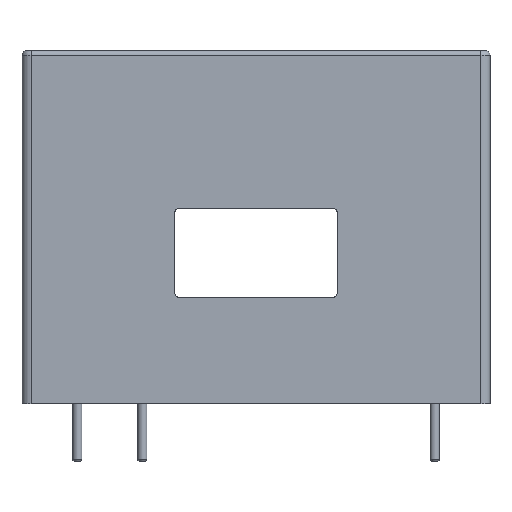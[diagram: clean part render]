
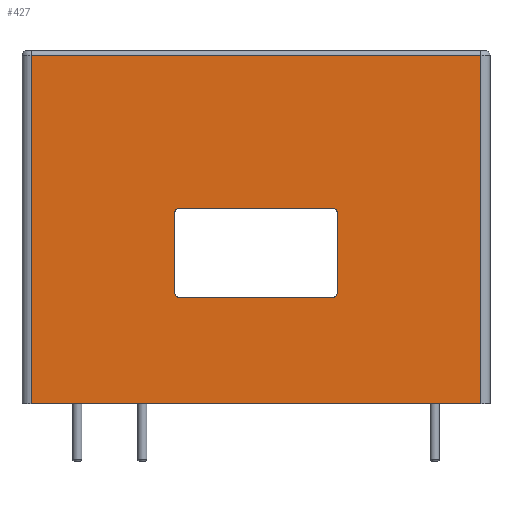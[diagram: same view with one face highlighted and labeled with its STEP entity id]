
A CAD part, front view. The second image highlights one B-rep face of the part: STEP entity #427.
In plain terms, the highlighted planar face has unit normal (0, -1, 0).
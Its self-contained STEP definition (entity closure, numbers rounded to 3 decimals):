
#152 = VERTEX_POINT('',#153);
#153 = CARTESIAN_POINT('',(31.553,-6.55,0.1));
#160 = EDGE_CURVE('',#152,#161,#163,.T.);
#161 = VERTEX_POINT('',#162);
#162 = CARTESIAN_POINT('',(-3.613,-6.55,0.1));
#163 = LINE('',#164,#165);
#164 = CARTESIAN_POINT('',(32.27,-6.55,0.1));
#165 = VECTOR('',#166,1.);
#166 = DIRECTION('',(-1.,0.,0.));
#209 = EDGE_CURVE('',#152,#210,#212,.T.);
#210 = VERTEX_POINT('',#211);
#211 = CARTESIAN_POINT('',(31.553,-6.55,27.341));
#212 = LINE('',#213,#214);
#213 = CARTESIAN_POINT('',(31.553,-6.55,0.1));
#214 = VECTOR('',#215,1.);
#215 = DIRECTION('',(0.,0.,1.));
#427 = ADVANCED_FACE('',(#428,#446),#516,.T.);
#428 = FACE_BOUND('',#429,.T.);
#429 = EDGE_LOOP('',(#430,#431,#439,#445));
#430 = ORIENTED_EDGE('',*,*,#209,.T.);
#431 = ORIENTED_EDGE('',*,*,#432,.T.);
#432 = EDGE_CURVE('',#210,#433,#435,.T.);
#433 = VERTEX_POINT('',#434);
#434 = CARTESIAN_POINT('',(-3.613,-6.55,27.341));
#435 = LINE('',#436,#437);
#436 = CARTESIAN_POINT('',(31.553,-6.55,27.341));
#437 = VECTOR('',#438,1.);
#438 = DIRECTION('',(-1.,0.,0.));
#439 = ORIENTED_EDGE('',*,*,#440,.F.);
#440 = EDGE_CURVE('',#161,#433,#441,.T.);
#441 = LINE('',#442,#443);
#442 = CARTESIAN_POINT('',(-3.613,-6.55,0.1));
#443 = VECTOR('',#444,1.);
#444 = DIRECTION('',(0.,0.,1.));
#445 = ORIENTED_EDGE('',*,*,#160,.F.);
#446 = FACE_BOUND('',#447,.T.);
#447 = EDGE_LOOP('',(#448,#458,#467,#475,#484,#492,#501,#509));
#448 = ORIENTED_EDGE('',*,*,#449,.T.);
#449 = EDGE_CURVE('',#450,#452,#454,.T.);
#450 = VERTEX_POINT('',#451);
#451 = CARTESIAN_POINT('',(7.979,-6.55,15.4));
#452 = VERTEX_POINT('',#453);
#453 = CARTESIAN_POINT('',(19.961,-6.55,15.4));
#454 = LINE('',#455,#456);
#455 = CARTESIAN_POINT('',(26.295,-6.55,15.4));
#456 = VECTOR('',#457,1.);
#457 = DIRECTION('',(1.,0.,0.));
#458 = ORIENTED_EDGE('',*,*,#459,.T.);
#459 = EDGE_CURVE('',#452,#460,#462,.T.);
#460 = VERTEX_POINT('',#461);
#461 = CARTESIAN_POINT('',(20.32,-6.55,15.041));
#462 = CIRCLE('',#463,0.359);
#463 = AXIS2_PLACEMENT_3D('',#464,#465,#466);
#464 = CARTESIAN_POINT('',(19.961,-6.55,15.041));
#465 = DIRECTION('',(0.,1.,0.));
#466 = DIRECTION('',(1.,0.,0.));
#467 = ORIENTED_EDGE('',*,*,#468,.T.);
#468 = EDGE_CURVE('',#460,#469,#471,.T.);
#469 = VERTEX_POINT('',#470);
#470 = CARTESIAN_POINT('',(20.32,-6.55,8.759));
#471 = LINE('',#472,#473);
#472 = CARTESIAN_POINT('',(20.32,-6.55,6.));
#473 = VECTOR('',#474,1.);
#474 = DIRECTION('',(0.,0.,-1.));
#475 = ORIENTED_EDGE('',*,*,#476,.F.);
#476 = EDGE_CURVE('',#477,#469,#479,.T.);
#477 = VERTEX_POINT('',#478);
#478 = CARTESIAN_POINT('',(19.961,-6.55,8.4));
#479 = CIRCLE('',#480,0.359);
#480 = AXIS2_PLACEMENT_3D('',#481,#482,#483);
#481 = CARTESIAN_POINT('',(19.961,-6.55,8.759));
#482 = DIRECTION('',(0.,-1.,0.));
#483 = DIRECTION('',(0.,0.,-1.));
#484 = ORIENTED_EDGE('',*,*,#485,.T.);
#485 = EDGE_CURVE('',#477,#486,#488,.T.);
#486 = VERTEX_POINT('',#487);
#487 = CARTESIAN_POINT('',(7.979,-6.55,8.4));
#488 = LINE('',#489,#490);
#489 = CARTESIAN_POINT('',(26.295,-6.55,8.4));
#490 = VECTOR('',#491,1.);
#491 = DIRECTION('',(-1.,0.,0.));
#492 = ORIENTED_EDGE('',*,*,#493,.F.);
#493 = EDGE_CURVE('',#494,#486,#496,.T.);
#494 = VERTEX_POINT('',#495);
#495 = CARTESIAN_POINT('',(7.62,-6.55,8.759));
#496 = CIRCLE('',#497,0.359);
#497 = AXIS2_PLACEMENT_3D('',#498,#499,#500);
#498 = CARTESIAN_POINT('',(7.979,-6.55,8.759));
#499 = DIRECTION('',(0.,-1.,0.));
#500 = DIRECTION('',(0.,0.,-1.));
#501 = ORIENTED_EDGE('',*,*,#502,.F.);
#502 = EDGE_CURVE('',#503,#494,#505,.T.);
#503 = VERTEX_POINT('',#504);
#504 = CARTESIAN_POINT('',(7.62,-6.55,15.041));
#505 = LINE('',#506,#507);
#506 = CARTESIAN_POINT('',(7.62,-6.55,6.));
#507 = VECTOR('',#508,1.);
#508 = DIRECTION('',(0.,0.,-1.));
#509 = ORIENTED_EDGE('',*,*,#510,.T.);
#510 = EDGE_CURVE('',#503,#450,#511,.T.);
#511 = CIRCLE('',#512,0.359);
#512 = AXIS2_PLACEMENT_3D('',#513,#514,#515);
#513 = CARTESIAN_POINT('',(7.979,-6.55,15.041));
#514 = DIRECTION('',(0.,1.,0.));
#515 = DIRECTION('',(-1.,0.,0.));
#516 = PLANE('',#517);
#517 = AXIS2_PLACEMENT_3D('',#518,#519,#520);
#518 = CARTESIAN_POINT('',(32.27,-6.55,0.1));
#519 = DIRECTION('',(0.,-1.,0.));
#520 = DIRECTION('',(-1.,0.,0.));
